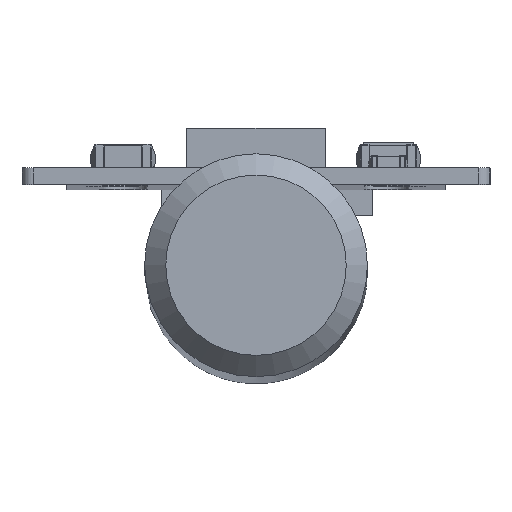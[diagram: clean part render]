
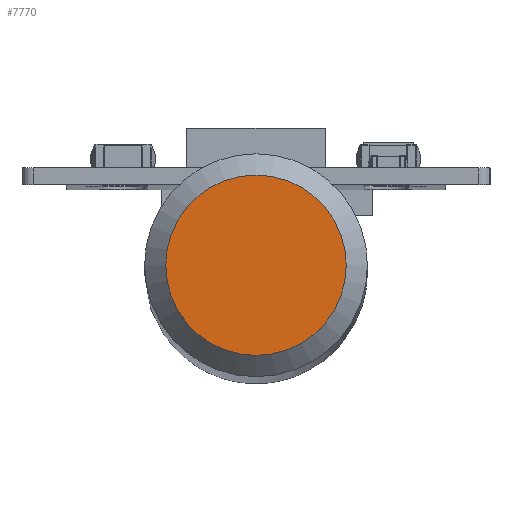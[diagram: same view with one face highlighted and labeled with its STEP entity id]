
A CAD part, top view. The second image highlights one B-rep face of the part: STEP entity #7770.
In plain terms, the highlighted planar face has unit normal (0, 0, 1).
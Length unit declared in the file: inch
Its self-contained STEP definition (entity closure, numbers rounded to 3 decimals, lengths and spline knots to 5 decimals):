
#638=PLANE('',#8425);
#839=FACE_OUTER_BOUND('',#1386,.T.);
#1386=EDGE_LOOP('',(#5449));
#1945=CIRCLE('',#8424,0.06375);
#3535=VERTEX_POINT('',#11859);
#4245=EDGE_CURVE('',#3535,#3535,#1945,.T.);
#5449=ORIENTED_EDGE('',*,*,#4245,.F.);
#7770=ADVANCED_FACE('',(#839),#638,.T.);
#8424=AXIS2_PLACEMENT_3D('',#11860,#9397,#9398);
#8425=AXIS2_PLACEMENT_3D('',#11862,#9400,#9401);
#9397=DIRECTION('center_axis',(0.,0.,-1.));
#9398=DIRECTION('ref_axis',(-1.,0.,0.));
#9400=DIRECTION('center_axis',(0.,0.,1.));
#9401=DIRECTION('ref_axis',(1.,0.,0.));
#11859=CARTESIAN_POINT('',(0.06375,0.,2.95276));
#11860=CARTESIAN_POINT('Origin',(0.,0.,2.95276));
#11862=CARTESIAN_POINT('Origin',(0.,0.,2.95276));
